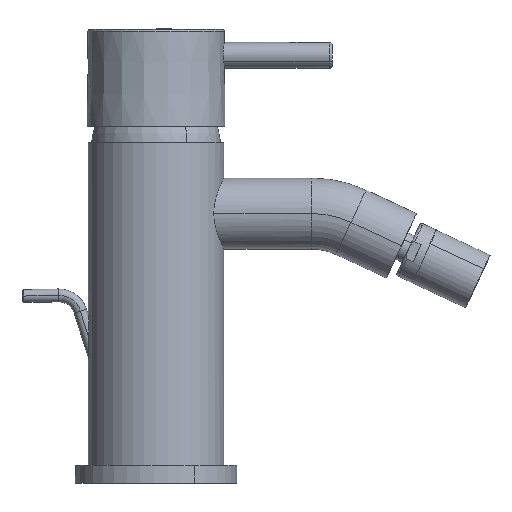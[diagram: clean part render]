
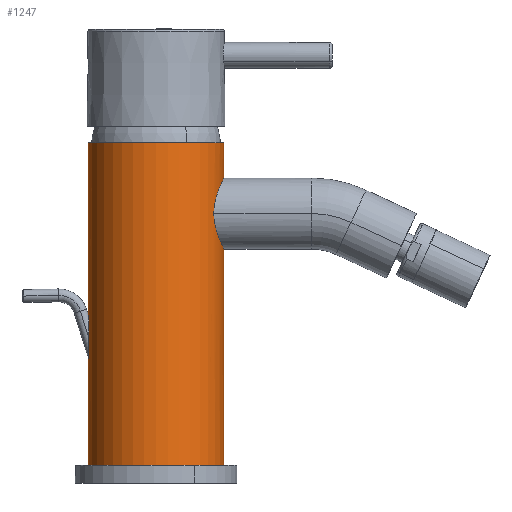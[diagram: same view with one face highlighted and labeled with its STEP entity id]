
A CAD part, front view. The second image highlights one B-rep face of the part: STEP entity #1247.
In plain terms, the highlighted cylindrical face has radius 21 mm (diameter 42 mm), a partial arc.
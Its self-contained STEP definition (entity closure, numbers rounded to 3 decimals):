
#1023=CARTESIAN_POINT('Axis2P3D Location',(0.,0.,50.)) ;
#1028=CARTESIAN_POINT('Line Origine',(21.,0.,50.)) ;
#1032=CARTESIAN_POINT('Vertex',(21.,0.,0.)) ;
#1034=CARTESIAN_POINT('Vertex',(21.,0.,67.)) ;
#1041=CARTESIAN_POINT('Vertex',(-21.,0.,0.)) ;
#1044=CARTESIAN_POINT('Line Origine',(-21.,0.,50.)) ;
#1048=CARTESIAN_POINT('Vertex',(-21.,0.,31.686)) ;
#1092=CARTESIAN_POINT('Vertex',(-21.,0.,48.314)) ;
#1095=CARTESIAN_POINT('Line Origine',(-21.,0.,50.)) ;
#1099=CARTESIAN_POINT('Vertex',(-21.,0.,100.)) ;
#1106=CARTESIAN_POINT('Vertex',(21.,0.,100.)) ;
#1109=CARTESIAN_POINT('Line Origine',(21.,0.,50.)) ;
#1113=CARTESIAN_POINT('Vertex',(21.,0.,89.)) ;
#1159=CARTESIAN_POINT('Axis2P3D Location',(0.,0.,100.)) ;
#1165=CARTESIAN_POINT('Control Point',(-21.,0.,48.314)) ;
#1166=CARTESIAN_POINT('Control Point',(-21.,-0.122,48.314)) ;
#1167=CARTESIAN_POINT('Control Point',(-20.999,-0.244,48.286)) ;
#1168=CARTESIAN_POINT('Control Point',(-20.997,-0.356,48.232)) ;
#1169=CARTESIAN_POINT('Control Point',(-20.992,-0.632,48.048)) ;
#1170=CARTESIAN_POINT('Control Point',(-20.983,-0.846,47.789)) ;
#1171=CARTESIAN_POINT('Control Point',(-20.978,-0.963,47.618)) ;
#1172=CARTESIAN_POINT('Control Point',(-20.963,-1.265,47.104)) ;
#1173=CARTESIAN_POINT('Control Point',(-20.948,-1.488,46.549)) ;
#1174=CARTESIAN_POINT('Control Point',(-20.938,-1.614,46.183)) ;
#1175=CARTESIAN_POINT('Control Point',(-20.913,-1.921,45.154)) ;
#1176=CARTESIAN_POINT('Control Point',(-20.892,-2.131,44.098)) ;
#1177=CARTESIAN_POINT('Control Point',(-20.881,-2.239,43.421)) ;
#1178=CARTESIAN_POINT('Control Point',(-20.86,-2.423,41.93)) ;
#1179=CARTESIAN_POINT('Control Point',(-20.85,-2.503,40.429)) ;
#1180=CARTESIAN_POINT('Control Point',(-20.849,-2.518,39.615)) ;
#1181=CARTESIAN_POINT('Control Point',(-20.852,-2.493,38.17)) ;
#1182=CARTESIAN_POINT('Control Point',(-20.867,-2.362,36.732)) ;
#1183=CARTESIAN_POINT('Control Point',(-20.876,-2.283,36.107)) ;
#1184=CARTESIAN_POINT('Control Point',(-20.896,-2.098,35.004)) ;
#1185=CARTESIAN_POINT('Control Point',(-20.923,-1.8,33.927)) ;
#1186=CARTESIAN_POINT('Control Point',(-20.937,-1.642,33.468)) ;
#1187=CARTESIAN_POINT('Control Point',(-20.951,-1.453,33.012)) ;
#1188=CARTESIAN_POINT('Control Point',(-20.966,-1.199,32.595)) ;
#1189=CARTESIAN_POINT('Vertex',(-20.966,-1.199,32.595)) ;
#1193=CARTESIAN_POINT('Control Point',(-21.,0.,31.686)) ;
#1194=CARTESIAN_POINT('Control Point',(-21.,-0.314,31.686)) ;
#1195=CARTESIAN_POINT('Control Point',(-20.994,-0.627,31.842)) ;
#1196=CARTESIAN_POINT('Control Point',(-20.984,-0.84,32.08)) ;
#1197=CARTESIAN_POINT('Control Point',(-20.975,-1.035,32.328)) ;
#1198=CARTESIAN_POINT('Control Point',(-20.966,-1.199,32.595)) ;
#1200=CARTESIAN_POINT('Axis2P3D Location',(0.,0.,0.)) ;
#1206=CARTESIAN_POINT('Control Point',(17.889,-11.,78.)) ;
#1207=CARTESIAN_POINT('Control Point',(17.889,-11.,76.622)) ;
#1208=CARTESIAN_POINT('Control Point',(18.021,-10.784,75.244)) ;
#1209=CARTESIAN_POINT('Control Point',(18.286,-10.354,73.934)) ;
#1210=CARTESIAN_POINT('Control Point',(18.842,-9.344,71.933)) ;
#1211=CARTESIAN_POINT('Control Point',(19.475,-7.897,70.268)) ;
#1212=CARTESIAN_POINT('Control Point',(19.725,-7.259,69.666)) ;
#1213=CARTESIAN_POINT('Control Point',(20.289,-5.612,68.394)) ;
#1214=CARTESIAN_POINT('Control Point',(20.725,-3.676,67.524)) ;
#1215=CARTESIAN_POINT('Control Point',(20.909,-2.479,67.175)) ;
#1216=CARTESIAN_POINT('Control Point',(21.,-1.24,67.)) ;
#1217=CARTESIAN_POINT('Control Point',(21.,0.,67.)) ;
#1218=CARTESIAN_POINT('Vertex',(17.889,-11.,78.)) ;
#1222=CARTESIAN_POINT('Control Point',(17.889,-11.,78.)) ;
#1223=CARTESIAN_POINT('Control Point',(17.889,-11.,79.378)) ;
#1224=CARTESIAN_POINT('Control Point',(18.021,-10.784,80.756)) ;
#1225=CARTESIAN_POINT('Control Point',(18.286,-10.354,82.066)) ;
#1226=CARTESIAN_POINT('Control Point',(18.842,-9.344,84.067)) ;
#1227=CARTESIAN_POINT('Control Point',(19.475,-7.897,85.732)) ;
#1228=CARTESIAN_POINT('Control Point',(19.725,-7.259,86.334)) ;
#1229=CARTESIAN_POINT('Control Point',(20.289,-5.612,87.606)) ;
#1230=CARTESIAN_POINT('Control Point',(20.725,-3.676,88.476)) ;
#1231=CARTESIAN_POINT('Control Point',(20.909,-2.479,88.825)) ;
#1232=CARTESIAN_POINT('Control Point',(21.,-1.24,89.)) ;
#1233=CARTESIAN_POINT('Control Point',(21.,0.,89.)) ;
#1030=VECTOR('Line Direction',#1029,1.) ;
#1046=VECTOR('Line Direction',#1045,1.) ;
#1097=VECTOR('Line Direction',#1096,1.) ;
#1111=VECTOR('Line Direction',#1110,1.) ;
#1024=DIRECTION('Axis2P3D Direction',(0.,0.,1.)) ;
#1025=DIRECTION('Axis2P3D XDirection',(1.,0.,0.)) ;
#1029=DIRECTION('Vector Direction',(0.,0.,1.)) ;
#1045=DIRECTION('Vector Direction',(0.,0.,1.)) ;
#1096=DIRECTION('Vector Direction',(0.,0.,1.)) ;
#1110=DIRECTION('Vector Direction',(0.,0.,1.)) ;
#1160=DIRECTION('Axis2P3D Direction',(0.,0.,1.)) ;
#1201=DIRECTION('Axis2P3D Direction',(0.,0.,1.)) ;
#1026=AXIS2_PLACEMENT_3D('Cylinder Axis2P3D',#1023,#1024,#1025) ;
#1161=AXIS2_PLACEMENT_3D('Circle Axis2P3D',#1159,#1160,$) ;
#1202=AXIS2_PLACEMENT_3D('Circle Axis2P3D',#1200,#1201,$) ;
#1031=LINE('Line',#1028,#1030) ;
#1047=LINE('Line',#1044,#1046) ;
#1098=LINE('Line',#1095,#1097) ;
#1112=LINE('Line',#1109,#1111) ;
#1162=CIRCLE('generated circle',#1161,21.) ;
#1203=CIRCLE('generated circle',#1202,21.) ;
#1027=CYLINDRICAL_SURFACE('generated cylinder',#1026,21.) ;
#1036=EDGE_CURVE('',#1033,#1035,#1031,.T.) ;
#1050=EDGE_CURVE('',#1042,#1049,#1047,.T.) ;
#1101=EDGE_CURVE('',#1093,#1100,#1098,.T.) ;
#1115=EDGE_CURVE('',#1114,#1107,#1112,.T.) ;
#1163=EDGE_CURVE('',#1100,#1107,#1162,.T.) ;
#1191=EDGE_CURVE('',#1093,#1190,#1164,.T.) ;
#1199=EDGE_CURVE('',#1049,#1190,#1192,.T.) ;
#1204=EDGE_CURVE('',#1042,#1033,#1203,.T.) ;
#1220=EDGE_CURVE('',#1219,#1035,#1205,.T.) ;
#1234=EDGE_CURVE('',#1219,#1114,#1221,.T.) ;
#1236=ORIENTED_EDGE('',*,*,#1115,.T.) ;
#1237=ORIENTED_EDGE('',*,*,#1163,.F.) ;
#1238=ORIENTED_EDGE('',*,*,#1101,.F.) ;
#1239=ORIENTED_EDGE('',*,*,#1191,.T.) ;
#1240=ORIENTED_EDGE('',*,*,#1199,.F.) ;
#1241=ORIENTED_EDGE('',*,*,#1050,.F.) ;
#1242=ORIENTED_EDGE('',*,*,#1204,.T.) ;
#1243=ORIENTED_EDGE('',*,*,#1036,.T.) ;
#1244=ORIENTED_EDGE('',*,*,#1220,.F.) ;
#1245=ORIENTED_EDGE('',*,*,#1234,.T.) ;
#1235=EDGE_LOOP('',(#1236,#1237,#1238,#1239,#1240,#1241,#1242,#1243,#1244,#1245)) ;
#1033=VERTEX_POINT('',#1032) ;
#1035=VERTEX_POINT('',#1034) ;
#1042=VERTEX_POINT('',#1041) ;
#1049=VERTEX_POINT('',#1048) ;
#1093=VERTEX_POINT('',#1092) ;
#1100=VERTEX_POINT('',#1099) ;
#1107=VERTEX_POINT('',#1106) ;
#1114=VERTEX_POINT('',#1113) ;
#1190=VERTEX_POINT('',#1189) ;
#1219=VERTEX_POINT('',#1218) ;
#1247=ADVANCED_FACE('PartBody',(#1246),#1027,.T.) ;
#1164=B_SPLINE_CURVE_WITH_KNOTS('',5,(#1165,#1166,#1167,#1168,#1169,#1170,#1171,#1172,#1173,#1174,#1175,#1176,#1177,#1178,#1179,#1180,#1181,#1182,#1183,#1184,#1185,#1186,#1187,#1188),.UNSPECIFIED.,.F.,.U.,(6,3,3,3,3,3,3,6),(0.,0.862,2.332,5.073,9.927,15.691,20.138,23.588),.UNSPECIFIED.) ;
#1192=B_SPLINE_CURVE_WITH_KNOTS('',5,(#1193,#1194,#1195,#1196,#1197,#1198),.UNSPECIFIED.,.F.,.U.,(6,6),(0.,2.22),.UNSPECIFIED.) ;
#1205=B_SPLINE_CURVE_WITH_KNOTS('',5,(#1206,#1207,#1208,#1209,#1210,#1211,#1212,#1213,#1214,#1215,#1216,#1217),.UNSPECIFIED.,.F.,.U.,(6,3,3,6),(0.,9.742,16.151,24.917),.UNSPECIFIED.) ;
#1221=B_SPLINE_CURVE_WITH_KNOTS('',5,(#1222,#1223,#1224,#1225,#1226,#1227,#1228,#1229,#1230,#1231,#1232,#1233),.UNSPECIFIED.,.F.,.U.,(6,3,3,6),(0.,9.742,16.151,24.917),.UNSPECIFIED.) ;
#1246=FACE_OUTER_BOUND('',#1235,.T.) ;
